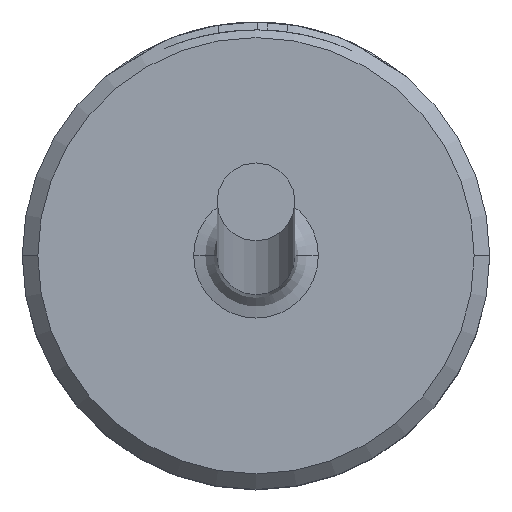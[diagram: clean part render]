
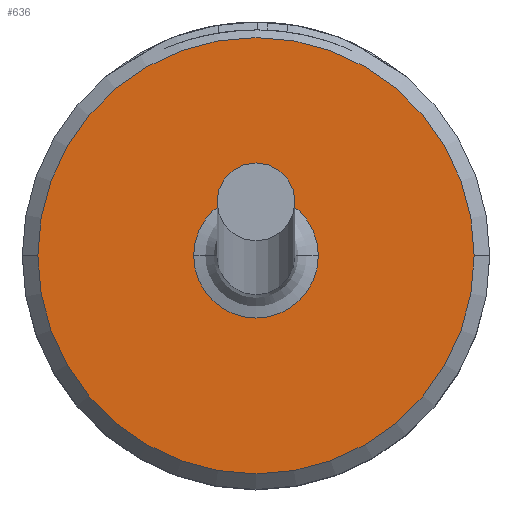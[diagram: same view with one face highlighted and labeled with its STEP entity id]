
A CAD part, top view. The second image highlights one B-rep face of the part: STEP entity #636.
In plain terms, the highlighted planar face has unit normal (0, 0, 1).
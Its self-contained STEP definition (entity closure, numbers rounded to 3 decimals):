
#21 = DIRECTION ( 'NONE',  ( 0., 0., -1. ) ) ;
#22 = AXIS2_PLACEMENT_3D ( 'NONE', #134, #131, #123 ) ;
#31 = ORIENTED_EDGE ( 'NONE', *, *, #376, .T. ) ;
#90 = VERTEX_POINT ( 'NONE', #290 ) ;
#92 = VERTEX_POINT ( 'NONE', #197 ) ;
#123 = DIRECTION ( 'NONE',  ( 1., 0., 0. ) ) ;
#131 = DIRECTION ( 'NONE',  ( 0., 0., 1. ) ) ;
#134 = CARTESIAN_POINT ( 'NONE',  ( 0., 0., 4. ) ) ;
#136 = EDGE_LOOP ( 'NONE', ( #1145, #896 ) ) ;
#147 = FACE_OUTER_BOUND ( 'NONE', #136, .T. ) ;
#169 = EDGE_CURVE ( 'NONE', #90, #517, #392, .T. ) ;
#173 = DIRECTION ( 'NONE',  ( 1., 0., 0. ) ) ;
#197 = CARTESIAN_POINT ( 'NONE',  ( -0.8, 0., 4. ) ) ;
#204 = CARTESIAN_POINT ( 'NONE',  ( 0., 0., 4. ) ) ;
#234 = DIRECTION ( 'NONE',  ( 1., 0., 0. ) ) ;
#287 = EDGE_CURVE ( 'NONE', #517, #90, #1002, .T. ) ;
#290 = CARTESIAN_POINT ( 'NONE',  ( -2.8, 0., 4. ) ) ;
#297 = DIRECTION ( 'NONE',  ( -1., 0., 0. ) ) ;
#317 = CIRCLE ( 'NONE', #649, 0.8 ) ;
#376 = EDGE_CURVE ( 'NONE', #1021, #92, #895, .T. ) ;
#392 = CIRCLE ( 'NONE', #22, 2.8 ) ;
#416 = PLANE ( 'NONE',  #954 ) ;
#505 = CARTESIAN_POINT ( 'NONE',  ( 0., 0., 4. ) ) ;
#517 = VERTEX_POINT ( 'NONE', #900 ) ;
#536 = DIRECTION ( 'NONE',  ( 0., 0., 1. ) ) ;
#538 = AXIS2_PLACEMENT_3D ( 'NONE', #539, #536, #173 ) ;
#539 = CARTESIAN_POINT ( 'NONE',  ( 0., 0., 4. ) ) ;
#585 = CARTESIAN_POINT ( 'NONE',  ( 0., 0., 4. ) ) ;
#636 = ADVANCED_FACE ( 'NONE', ( #147, #1073 ), #416, .T. ) ;
#649 = AXIS2_PLACEMENT_3D ( 'NONE', #204, #848, #297 ) ;
#659 = EDGE_LOOP ( 'NONE', ( #975, #31 ) ) ;
#661 = AXIS2_PLACEMENT_3D ( 'NONE', #585, #21, #686 ) ;
#670 = CARTESIAN_POINT ( 'NONE',  ( 0.8, 0., 4. ) ) ;
#686 = DIRECTION ( 'NONE',  ( -1., 0., 0. ) ) ;
#786 = DIRECTION ( 'NONE',  ( 0., 0., 1. ) ) ;
#848 = DIRECTION ( 'NONE',  ( 0., 0., -1. ) ) ;
#895 = CIRCLE ( 'NONE', #661, 0.8 ) ;
#896 = ORIENTED_EDGE ( 'NONE', *, *, #287, .T. ) ;
#900 = CARTESIAN_POINT ( 'NONE',  ( 2.8, 0., 4. ) ) ;
#954 = AXIS2_PLACEMENT_3D ( 'NONE', #505, #786, #234 ) ;
#975 = ORIENTED_EDGE ( 'NONE', *, *, #1056, .T. ) ;
#1002 = CIRCLE ( 'NONE', #538, 2.8 ) ;
#1021 = VERTEX_POINT ( 'NONE', #670 ) ;
#1056 = EDGE_CURVE ( 'NONE', #92, #1021, #317, .T. ) ;
#1073 = FACE_BOUND ( 'NONE', #659, .T. ) ;
#1145 = ORIENTED_EDGE ( 'NONE', *, *, #169, .T. ) ;
